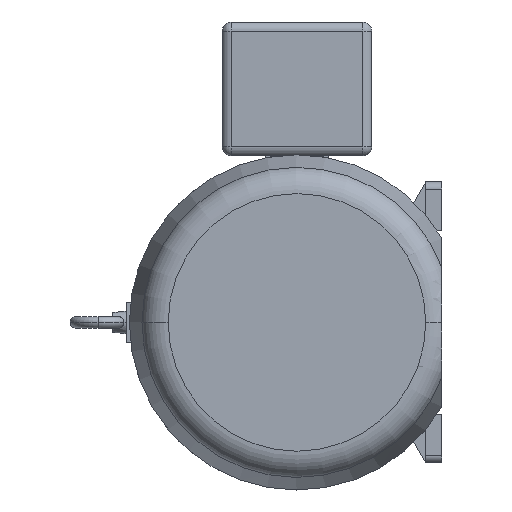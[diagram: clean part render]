
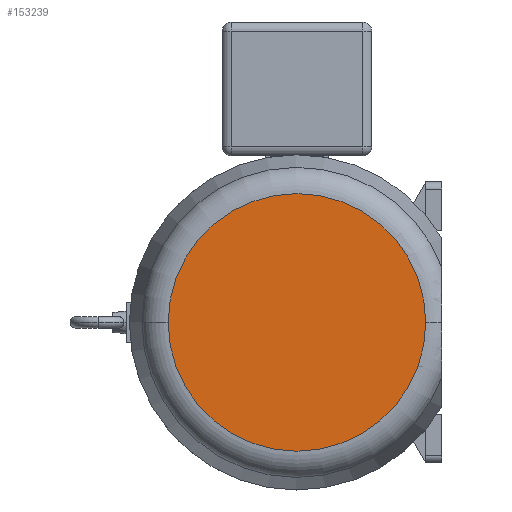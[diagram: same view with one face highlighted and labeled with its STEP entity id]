
A CAD part, left-side view. The second image highlights one B-rep face of the part: STEP entity #153239.
In plain terms, the highlighted planar face has unit normal (-1, 0, 0).
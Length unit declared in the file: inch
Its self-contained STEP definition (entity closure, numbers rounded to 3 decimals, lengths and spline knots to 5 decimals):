
#2 = DIRECTION ( 'NONE',  ( 0., -1., 0. ) ) ;
#1492 = ORIENTED_EDGE ( 'NONE', *, *, #67484, .F. ) ;
#9116 = PLANE ( 'NONE',  #46615 ) ;
#19719 = DIRECTION ( 'NONE',  ( 1., 0., 0. ) ) ;
#22183 = DIRECTION ( 'NONE',  ( 1., 0., 0. ) ) ;
#22799 = CARTESIAN_POINT ( 'NONE',  ( -40.678, 7.1076, 0. ) ) ;
#46615 = AXIS2_PLACEMENT_3D ( 'NONE', #22799, #22183, #53904 ) ;
#53904 = DIRECTION ( 'NONE',  ( 0., -1., 0. ) ) ;
#61240 = EDGE_LOOP ( 'NONE', ( #74143, #1492 ) ) ;
#67484 = EDGE_CURVE ( 'NONE', #74349, #145598, #173322, .T. ) ;
#74143 = ORIENTED_EDGE ( 'NONE', *, *, #88482, .F. ) ;
#74349 = VERTEX_POINT ( 'NONE', #144988 ) ;
#77412 = DIRECTION ( 'NONE',  ( 0., -1., 0. ) ) ;
#88482 = EDGE_CURVE ( 'NONE', #145598, #74349, #93036, .T. ) ;
#93036 = CIRCLE ( 'NONE', #167067, 7.1076 ) ;
#108477 = CARTESIAN_POINT ( 'NONE',  ( -40.678, 0., 0. ) ) ;
#133787 = CARTESIAN_POINT ( 'NONE',  ( -40.678, -7.1076, 0. ) ) ;
#144988 = CARTESIAN_POINT ( 'NONE',  ( -40.678, 7.1076, 0. ) ) ;
#145598 = VERTEX_POINT ( 'NONE', #133787 ) ;
#147849 = CARTESIAN_POINT ( 'NONE',  ( -40.678, 0., 0. ) ) ;
#153239 = ADVANCED_FACE ( 'NONE', ( #171420 ), #9116, .F. ) ;
#167067 = AXIS2_PLACEMENT_3D ( 'NONE', #147849, #176944, #2 ) ;
#171420 = FACE_OUTER_BOUND ( 'NONE', #61240, .T. ) ;
#173322 = CIRCLE ( 'NONE', #174328, 7.1076 ) ;
#174328 = AXIS2_PLACEMENT_3D ( 'NONE', #108477, #19719, #77412 ) ;
#176944 = DIRECTION ( 'NONE',  ( 1., 0., 0. ) ) ;
